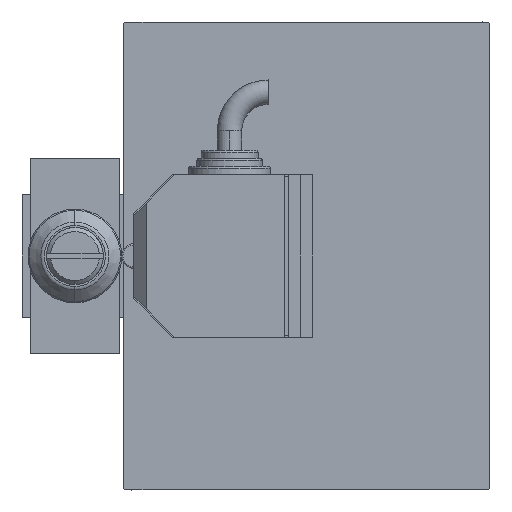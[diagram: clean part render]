
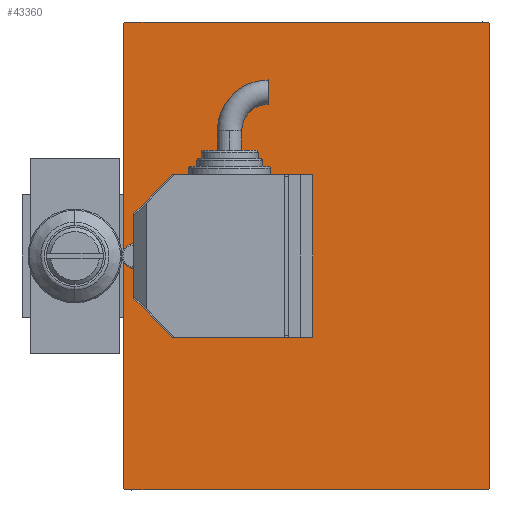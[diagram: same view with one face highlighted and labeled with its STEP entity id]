
A CAD part, left-side view. The second image highlights one B-rep face of the part: STEP entity #43360.
In plain terms, the highlighted face is planar.
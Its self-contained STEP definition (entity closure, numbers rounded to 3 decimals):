
#1788 = LINE ( 'NONE', #32304, #30188 ) ;
#2953 = VERTEX_POINT ( 'NONE', #40932 ) ;
#3094 = ORIENTED_EDGE ( 'NONE', *, *, #42097, .T. ) ;
#3895 = VECTOR ( 'NONE', #37888, 1000. ) ;
#4724 = EDGE_CURVE ( 'NONE', #9625, #45104, #46385, .T. ) ;
#4803 = LINE ( 'NONE', #19808, #37363 ) ;
#5361 = ORIENTED_EDGE ( 'NONE', *, *, #43295, .T. ) ;
#6574 = LINE ( 'NONE', #37630, #37975 ) ;
#6783 = ORIENTED_EDGE ( 'NONE', *, *, #31729, .T. ) ;
#9210 = CARTESIAN_POINT ( 'NONE',  ( 158., -51.1, -51.1 ) ) ;
#9625 = VERTEX_POINT ( 'NONE', #20508 ) ;
#10212 = VERTEX_POINT ( 'NONE', #22421 ) ;
#10216 = AXIS2_PLACEMENT_3D ( 'NONE', #37316, #33796, #15258 ) ;
#10277 = ORIENTED_EDGE ( 'NONE', *, *, #24173, .T. ) ;
#12547 = VERTEX_POINT ( 'NONE', #46531 ) ;
#13527 = EDGE_LOOP ( 'NONE', ( #19143, #46402, #5361, #3094, #23223, #10277, #6783, #27571 ) ) ;
#13931 = VECTOR ( 'NONE', #42067, 1000. ) ;
#15258 = DIRECTION ( 'NONE',  ( 0., 0., -1. ) ) ;
#15904 = CARTESIAN_POINT ( 'NONE',  ( 158., -51.1, 51.1 ) ) ;
#19143 = ORIENTED_EDGE ( 'NONE', *, *, #37002, .T. ) ;
#19574 = CARTESIAN_POINT ( 'NONE',  ( 158., 51.1, -51.1 ) ) ;
#19808 = CARTESIAN_POINT ( 'NONE',  ( 158., -45., -57.5 ) ) ;
#20508 = CARTESIAN_POINT ( 'NONE',  ( 158., 44.7, -57.5 ) ) ;
#22008 = LINE ( 'NONE', #35288, #13931 ) ;
#22329 = DIRECTION ( 'NONE',  ( 0., 0., -1. ) ) ;
#22421 = CARTESIAN_POINT ( 'NONE',  ( 158., -44.7, 57.5 ) ) ;
#23223 = ORIENTED_EDGE ( 'NONE', *, *, #31266, .T. ) ;
#24173 = EDGE_CURVE ( 'NONE', #10212, #2953, #39205, .T. ) ;
#25764 = FACE_OUTER_BOUND ( 'NONE', #13527, .T. ) ;
#25769 = EDGE_CURVE ( 'NONE', #33444, #12547, #43033, .T. ) ;
#27571 = ORIENTED_EDGE ( 'NONE', *, *, #25769, .T. ) ;
#29275 = DIRECTION ( 'NONE',  ( 0., 0., 1. ) ) ;
#29780 = PLANE ( 'NONE',  #10216 ) ;
#30136 = LINE ( 'NONE', #39409, #43788 ) ;
#30188 = VECTOR ( 'NONE', #29275, 1000. ) ;
#30575 = CARTESIAN_POINT ( 'NONE',  ( 158., 44.7, 57.5 ) ) ;
#31123 = DIRECTION ( 'NONE',  ( 0., -0.707, 0.707 ) ) ;
#31266 = EDGE_CURVE ( 'NONE', #35996, #10212, #22008, .T. ) ;
#31729 = EDGE_CURVE ( 'NONE', #2953, #33444, #6574, .T. ) ;
#32304 = CARTESIAN_POINT ( 'NONE',  ( 158., 45., -57.5 ) ) ;
#32520 = VERTEX_POINT ( 'NONE', #37261 ) ;
#33444 = VERTEX_POINT ( 'NONE', #48056 ) ;
#33796 = DIRECTION ( 'NONE',  ( 1., 0., 0. ) ) ;
#35109 = DIRECTION ( 'NONE',  ( 0., 1., 0. ) ) ;
#35288 = CARTESIAN_POINT ( 'NONE',  ( 158., 45., 57.5 ) ) ;
#35996 = VERTEX_POINT ( 'NONE', #30575 ) ;
#36256 = DIRECTION ( 'NONE',  ( 0., 0.707, -0.707 ) ) ;
#37002 = EDGE_CURVE ( 'NONE', #12547, #9625, #4803, .T. ) ;
#37261 = CARTESIAN_POINT ( 'NONE',  ( 158., 45., 57.2 ) ) ;
#37300 = CARTESIAN_POINT ( 'NONE',  ( 158., 45., -57.2 ) ) ;
#37316 = CARTESIAN_POINT ( 'NONE',  ( 158., 0., 0. ) ) ;
#37363 = VECTOR ( 'NONE', #35109, 1000. ) ;
#37630 = CARTESIAN_POINT ( 'NONE',  ( 158., -45., 57.5 ) ) ;
#37888 = DIRECTION ( 'NONE',  ( 0., 0.707, 0.707 ) ) ;
#37975 = VECTOR ( 'NONE', #22329, 1000. ) ;
#39205 = LINE ( 'NONE', #15904, #43449 ) ;
#39409 = CARTESIAN_POINT ( 'NONE',  ( 158., 51.1, 51.1 ) ) ;
#39493 = VECTOR ( 'NONE', #36256, 1000. ) ;
#40932 = CARTESIAN_POINT ( 'NONE',  ( 158., -45., 57.2 ) ) ;
#42067 = DIRECTION ( 'NONE',  ( 0., -1., 0. ) ) ;
#42097 = EDGE_CURVE ( 'NONE', #32520, #35996, #30136, .T. ) ;
#43033 = LINE ( 'NONE', #9210, #39493 ) ;
#43295 = EDGE_CURVE ( 'NONE', #45104, #32520, #1788, .T. ) ;
#43360 = ADVANCED_FACE ( 'NONE', ( #25764 ), #29780, .T. ) ;
#43449 = VECTOR ( 'NONE', #46211, 1000. ) ;
#43788 = VECTOR ( 'NONE', #31123, 1000. ) ;
#45104 = VERTEX_POINT ( 'NONE', #37300 ) ;
#46211 = DIRECTION ( 'NONE',  ( 0., -0.707, -0.707 ) ) ;
#46385 = LINE ( 'NONE', #19574, #3895 ) ;
#46402 = ORIENTED_EDGE ( 'NONE', *, *, #4724, .T. ) ;
#46531 = CARTESIAN_POINT ( 'NONE',  ( 158., -44.7, -57.5 ) ) ;
#48056 = CARTESIAN_POINT ( 'NONE',  ( 158., -45., -57.2 ) ) ;
